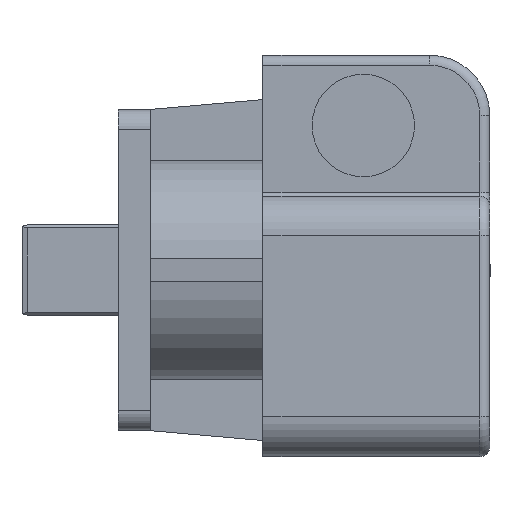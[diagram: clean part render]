
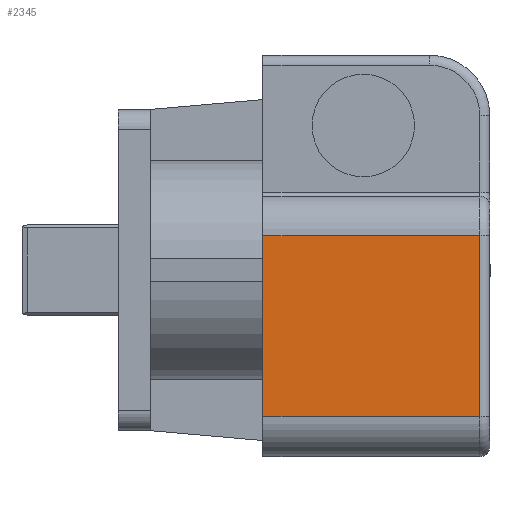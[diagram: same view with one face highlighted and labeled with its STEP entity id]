
A CAD part, left-side view. The second image highlights one B-rep face of the part: STEP entity #2345.
In plain terms, the highlighted planar face has unit normal (-1, 0, 0).
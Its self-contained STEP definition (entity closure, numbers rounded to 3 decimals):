
#123 = CARTESIAN_POINT ( 'NONE',  ( -97.5, -50., -73. ) ) ;
#186 = VERTEX_POINT ( 'NONE', #5265 ) ;
#187 = DIRECTION ( 'NONE',  ( 0., 1., 0. ) ) ;
#327 = DIRECTION ( 'NONE',  ( 0., 0., 1. ) ) ;
#610 = EDGE_CURVE ( 'NONE', #2178, #186, #2490, .T. ) ;
#989 = VECTOR ( 'NONE', #3635, 1000. ) ;
#1067 = DIRECTION ( 'NONE',  ( 0., 1., 0. ) ) ;
#1281 = LINE ( 'NONE', #1804, #989 ) ;
#1405 = EDGE_CURVE ( 'NONE', #2577, #186, #2245, .T. ) ;
#1804 = CARTESIAN_POINT ( 'NONE',  ( -97.5, -50., 17.157 ) ) ;
#1821 = EDGE_CURVE ( 'NONE', #4988, #2178, #1281, .T. ) ;
#2100 = PLANE ( 'NONE',  #2801 ) ;
#2178 = VERTEX_POINT ( 'NONE', #3621 ) ;
#2245 = LINE ( 'NONE', #4185, #4553 ) ;
#2345 = ADVANCED_FACE ( 'NONE', ( #4927 ), #2100, .T. ) ;
#2401 = CARTESIAN_POINT ( 'NONE',  ( -97.5, -519.33, 17.157 ) ) ;
#2490 = LINE ( 'NONE', #2401, #3717 ) ;
#2577 = VERTEX_POINT ( 'NONE', #4861 ) ;
#2621 = DIRECTION ( 'NONE',  ( -1., 0., 0. ) ) ;
#2734 = EDGE_LOOP ( 'NONE', ( #5378, #4109, #4517, #4088 ) ) ;
#2801 = AXIS2_PLACEMENT_3D ( 'NONE', #3114, #2621, #327 ) ;
#3114 = CARTESIAN_POINT ( 'NONE',  ( -97.5, -519.33, -73. ) ) ;
#3427 = LINE ( 'NONE', #5310, #5301 ) ;
#3621 = CARTESIAN_POINT ( 'NONE',  ( -97.5, -50., 17.157 ) ) ;
#3635 = DIRECTION ( 'NONE',  ( 0., 0., 1. ) ) ;
#3717 = VECTOR ( 'NONE', #1067, 1000. ) ;
#3835 = EDGE_CURVE ( 'NONE', #4988, #2577, #3427, .T. ) ;
#4088 = ORIENTED_EDGE ( 'NONE', *, *, #1821, .T. ) ;
#4109 = ORIENTED_EDGE ( 'NONE', *, *, #1405, .F. ) ;
#4185 = CARTESIAN_POINT ( 'NONE',  ( -97.5, 58., -73. ) ) ;
#4517 = ORIENTED_EDGE ( 'NONE', *, *, #3835, .F. ) ;
#4553 = VECTOR ( 'NONE', #4651, 1000. ) ;
#4651 = DIRECTION ( 'NONE',  ( 0., 0., 1. ) ) ;
#4861 = CARTESIAN_POINT ( 'NONE',  ( -97.5, 58., -73. ) ) ;
#4927 = FACE_OUTER_BOUND ( 'NONE', #2734, .T. ) ;
#4988 = VERTEX_POINT ( 'NONE', #123 ) ;
#5265 = CARTESIAN_POINT ( 'NONE',  ( -97.5, 58., 17.157 ) ) ;
#5301 = VECTOR ( 'NONE', #187, 1000. ) ;
#5310 = CARTESIAN_POINT ( 'NONE',  ( -97.5, -519.33, -73. ) ) ;
#5378 = ORIENTED_EDGE ( 'NONE', *, *, #610, .T. ) ;
